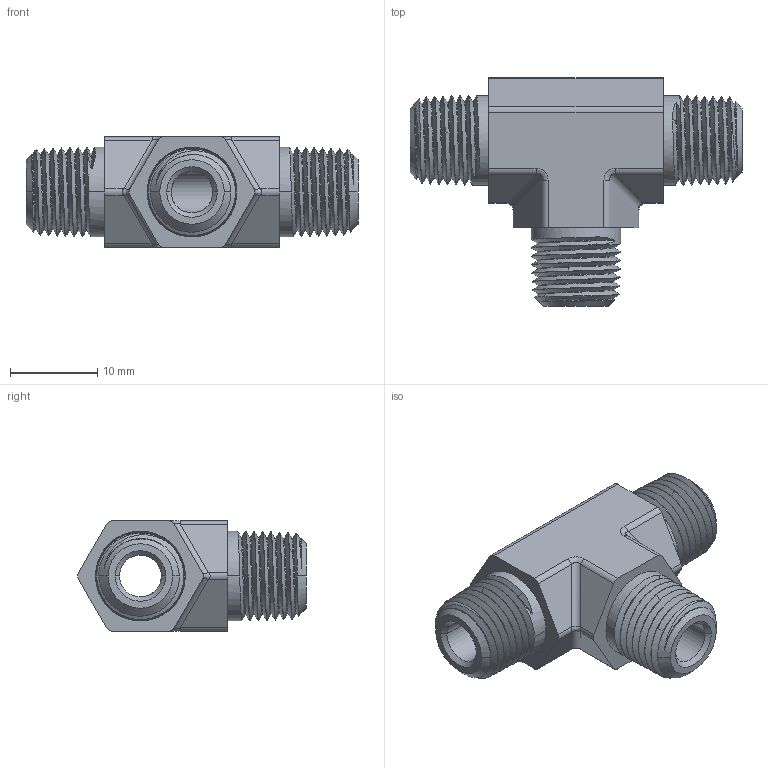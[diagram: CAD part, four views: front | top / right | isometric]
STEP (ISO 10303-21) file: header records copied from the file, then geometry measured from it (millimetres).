
FILE_DESCRIPTION((''),'2;1');
FILE_NAME('001_H-SMT_MASTER','2025-07-08T08:05:28',('Administrator'),(''),'CREO PARAMETRIC BY PTC INC, 2020414','CREO PARAMETRIC BY PTC INC, 2020414','');
FILE_SCHEMA(('AUTOMOTIVE_DESIGN { 1 0 10303 214 1 1 1 1 }'));
Length unit declared in the file: millimetre
Products named in the file (1): 001_H-SMT_MASTER
Bounding box: 38.1 x 26.26 x 12.7 mm (x, y, z)
Volume: 4289.8 mm3; surface area: 3316.4 mm2
Topology: 1 solids, 1 shells, 132 faces, 360 edges, 240 vertices
Faces by surface type: cone 39, cylinder 33, bspline 33, plane 27
Entity records: 21850 total; most frequent: CARTESIAN_POINT 17584, ORIENTED_EDGE 704, DIRECTION 492, PRESENTATION_STYLE_ASSIGNMENT 362, STYLED_ITEM 362, CURVE_STYLE 361, EDGE_CURVE 352, VERTEX_POINT 224
